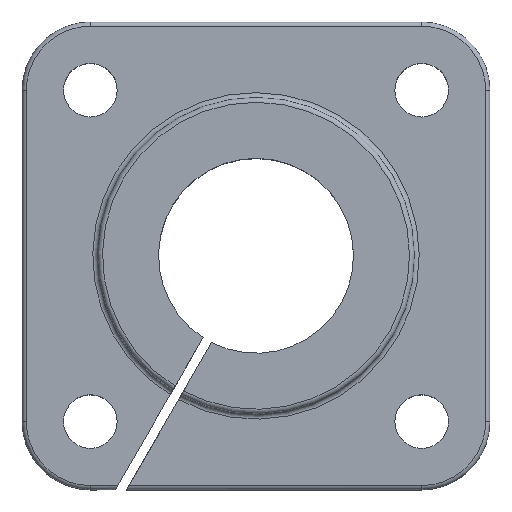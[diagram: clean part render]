
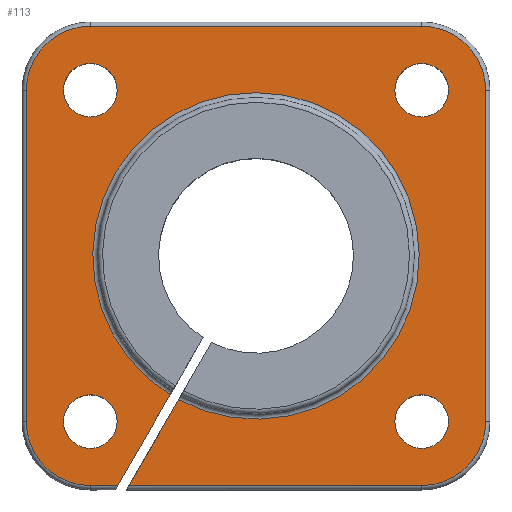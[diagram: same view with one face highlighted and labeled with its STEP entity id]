
A CAD part, top view. The second image highlights one B-rep face of the part: STEP entity #113.
In plain terms, the highlighted planar face has unit normal (0, 0, 1).
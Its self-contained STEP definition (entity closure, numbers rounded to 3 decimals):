
#113 = ADVANCED_FACE( '', ( #245, #246, #247, #248, #249 ), #250, .T. );
#245 = FACE_BOUND( '', #384, .T. );
#246 = FACE_BOUND( '', #385, .T. );
#247 = FACE_OUTER_BOUND( '', #386, .T. );
#248 = FACE_BOUND( '', #387, .T. );
#249 = FACE_BOUND( '', #388, .T. );
#250 = PLANE( '', #389 );
#384 = EDGE_LOOP( '', ( #641 ) );
#385 = EDGE_LOOP( '', ( #642 ) );
#386 = EDGE_LOOP( '', ( #643, #644, #645, #646, #647, #648, #649, #650, #651, #652, #653, #654 ) );
#387 = EDGE_LOOP( '', ( #655 ) );
#388 = EDGE_LOOP( '', ( #656 ) );
#389 = AXIS2_PLACEMENT_3D( '', #657, #658, #659 );
#641 = ORIENTED_EDGE( '', *, *, #837, .F. );
#642 = ORIENTED_EDGE( '', *, *, #795, .F. );
#643 = ORIENTED_EDGE( '', *, *, #838, .F. );
#644 = ORIENTED_EDGE( '', *, *, #834, .T. );
#645 = ORIENTED_EDGE( '', *, *, #751, .T. );
#646 = ORIENTED_EDGE( '', *, *, #810, .T. );
#647 = ORIENTED_EDGE( '', *, *, #839, .F. );
#648 = ORIENTED_EDGE( '', *, *, #777, .T. );
#649 = ORIENTED_EDGE( '', *, *, #748, .F. );
#650 = ORIENTED_EDGE( '', *, *, #840, .T. );
#651 = ORIENTED_EDGE( '', *, *, #841, .F. );
#652 = ORIENTED_EDGE( '', *, *, #799, .T. );
#653 = ORIENTED_EDGE( '', *, *, #737, .F. );
#654 = ORIENTED_EDGE( '', *, *, #766, .T. );
#655 = ORIENTED_EDGE( '', *, *, #786, .F. );
#656 = ORIENTED_EDGE( '', *, *, #768, .F. );
#657 = CARTESIAN_POINT( '', ( 0., 0., 26. ) );
#658 = DIRECTION( '', ( 0., 0., 1. ) );
#659 = DIRECTION( '', ( 1., 0., 0. ) );
#737 = EDGE_CURVE( '', #857, #858, #859, .F. );
#748 = EDGE_CURVE( '', #876, #871, #878, .T. );
#751 = EDGE_CURVE( '', #883, #880, #884, .T. );
#766 = EDGE_CURVE( '', #857, #905, #907, .T. );
#768 = EDGE_CURVE( '', #909, #909, #910, .T. );
#777 = EDGE_CURVE( '', #920, #871, #924, .T. );
#786 = EDGE_CURVE( '', #935, #935, #936, .T. );
#795 = EDGE_CURVE( '', #948, #948, #949, .T. );
#799 = EDGE_CURVE( '', #953, #858, #955, .T. );
#810 = EDGE_CURVE( '', #880, #971, #973, .T. );
#834 = EDGE_CURVE( '', #1007, #883, #1008, .T. );
#837 = EDGE_CURVE( '', #1011, #1011, #1012, .T. );
#838 = EDGE_CURVE( '', #1007, #905, #1013, .T. );
#839 = EDGE_CURVE( '', #920, #971, #1014, .T. );
#840 = EDGE_CURVE( '', #876, #1015, #1016, .T. );
#841 = EDGE_CURVE( '', #953, #1015, #1017, .F. );
#857 = VERTEX_POINT( '', #1033 );
#858 = VERTEX_POINT( '', #1034 );
#859 = LINE( '', #1035, #1036 );
#871 = VERTEX_POINT( '', #1049 );
#876 = VERTEX_POINT( '', #1055 );
#878 = LINE( '', #1057, #1058 );
#880 = VERTEX_POINT( '', #1060 );
#883 = VERTEX_POINT( '', #1070 );
#884 = CIRCLE( '', #1071, 33.5 );
#905 = VERTEX_POINT( '', #1105 );
#907 = CIRCLE( '', #1107, 13.141 );
#909 = VERTEX_POINT( '', #1109 );
#910 = CIRCLE( '', #1110, 5.5 );
#920 = VERTEX_POINT( '', #1122 );
#924 = CIRCLE( '', #1126, 13.141 );
#935 = VERTEX_POINT( '', #1141 );
#936 = CIRCLE( '', #1142, 5.5 );
#948 = VERTEX_POINT( '', #1170 );
#949 = CIRCLE( '', #1171, 5.5 );
#953 = VERTEX_POINT( '', #1175 );
#955 = CIRCLE( '', #1177, 13.141 );
#971 = VERTEX_POINT( '', #1197 );
#973 = LINE( '', #1199, #1200 );
#1007 = VERTEX_POINT( '', #1244 );
#1008 = LINE( '', #1245, #1246 );
#1011 = VERTEX_POINT( '', #1249 );
#1012 = CIRCLE( '', #1250, 5.5 );
#1013 = LINE( '', #1251, #1252 );
#1014 = LINE( '', #1253, #1254 );
#1015 = VERTEX_POINT( '', #1255 );
#1016 = CIRCLE( '', #1256, 13.141 );
#1017 = LINE( '', #1257, #1258 );
#1033 = CARTESIAN_POINT( '', ( -47.141, 14., 26. ) );
#1034 = CARTESIAN_POINT( '', ( -47.141, 82., 26. ) );
#1035 = CARTESIAN_POINT( '', ( -47.141, 144., 26. ) );
#1036 = VECTOR( '', #1275, 1000. );
#1049 = CARTESIAN_POINT( '', ( 47.141, 14., 26. ) );
#1055 = CARTESIAN_POINT( '', ( 47.141, 82., 26. ) );
#1057 = CARTESIAN_POINT( '', ( 47.141, 144., 26. ) );
#1058 = VECTOR( '', #1296, 1000. );
#1060 = CARTESIAN_POINT( '', ( -15.877, 18.501, 26. ) );
#1070 = CARTESIAN_POINT( '', ( -17.609, 19.501, 26. ) );
#1071 = AXIS2_PLACEMENT_3D( '', #1297, #1298, #1299 );
#1105 = CARTESIAN_POINT( '', ( -34., 0.859, 26. ) );
#1107 = AXIS2_PLACEMENT_3D( '', #1322, #1323, #1324 );
#1109 = CARTESIAN_POINT( '', ( -28.5, 82., 26. ) );
#1110 = AXIS2_PLACEMENT_3D( '', #1325, #1326, #1327 );
#1122 = CARTESIAN_POINT( '', ( 34., 0.859, 26. ) );
#1126 = AXIS2_PLACEMENT_3D( '', #1342, #1343, #1344 );
#1141 = CARTESIAN_POINT( '', ( -28.5, 14., 26. ) );
#1142 = AXIS2_PLACEMENT_3D( '', #1349, #1350, #1351 );
#1170 = CARTESIAN_POINT( '', ( 39.5, 14., 26. ) );
#1171 = AXIS2_PLACEMENT_3D( '', #1361, #1362, #1363 );
#1175 = CARTESIAN_POINT( '', ( -34., 95.141, 26. ) );
#1177 = AXIS2_PLACEMENT_3D( '', #1370, #1371, #1372 );
#1197 = CARTESIAN_POINT( '', ( -26.062, 0.859, 26. ) );
#1199 = CARTESIAN_POINT( '', ( -19.919, 11.5, 26. ) );
#1200 = VECTOR( '', #1386, 1000. );
#1244 = CARTESIAN_POINT( '', ( -28.372, 0.859, 26. ) );
#1245 = CARTESIAN_POINT( '', ( -21.651, 12.5, 26. ) );
#1246 = VECTOR( '', #1418, 1000. );
#1249 = CARTESIAN_POINT( '', ( 39.5, 82., 26. ) );
#1250 = AXIS2_PLACEMENT_3D( '', #1422, #1423, #1424 );
#1251 = CARTESIAN_POINT( '', ( 96., 0.859, 26. ) );
#1252 = VECTOR( '', #1425, 1000. );
#1253 = CARTESIAN_POINT( '', ( 96., 0.859, 26. ) );
#1254 = VECTOR( '', #1426, 1000. );
#1255 = CARTESIAN_POINT( '', ( 34., 95.141, 26. ) );
#1256 = AXIS2_PLACEMENT_3D( '', #1427, #1428, #1429 );
#1257 = CARTESIAN_POINT( '', ( 96., 95.141, 26. ) );
#1258 = VECTOR( '', #1430, 1000. );
#1275 = DIRECTION( '', ( 0., -1., 0. ) );
#1296 = DIRECTION( '', ( 0., -1., 0. ) );
#1297 = CARTESIAN_POINT( '', ( 0., 48., 26. ) );
#1298 = DIRECTION( '', ( 0., 0., -1. ) );
#1299 = DIRECTION( '', ( -1., 0., 0. ) );
#1322 = CARTESIAN_POINT( '', ( -34., 14., 26. ) );
#1323 = DIRECTION( '', ( 0., 0., 1. ) );
#1324 = DIRECTION( '', ( 1., 0., 0. ) );
#1325 = CARTESIAN_POINT( '', ( -34., 82., 26. ) );
#1326 = DIRECTION( '', ( 0., 0., 1. ) );
#1327 = DIRECTION( '', ( 1., 0., 0. ) );
#1342 = CARTESIAN_POINT( '', ( 34., 14., 26. ) );
#1343 = DIRECTION( '', ( 0., 0., 1. ) );
#1344 = DIRECTION( '', ( 1., 0., 0. ) );
#1349 = CARTESIAN_POINT( '', ( -34., 14., 26. ) );
#1350 = DIRECTION( '', ( 0., 0., 1. ) );
#1351 = DIRECTION( '', ( 1., 0., 0. ) );
#1361 = CARTESIAN_POINT( '', ( 34., 14., 26. ) );
#1362 = DIRECTION( '', ( 0., 0., 1. ) );
#1363 = DIRECTION( '', ( 1., 0., 0. ) );
#1370 = CARTESIAN_POINT( '', ( -34., 82., 26. ) );
#1371 = DIRECTION( '', ( 0., 0., 1. ) );
#1372 = DIRECTION( '', ( 1., 0., 0. ) );
#1386 = DIRECTION( '', ( -0.5, -0.866, 0. ) );
#1418 = DIRECTION( '', ( 0.5, 0.866, 0. ) );
#1422 = CARTESIAN_POINT( '', ( 34., 82., 26. ) );
#1423 = DIRECTION( '', ( 0., 0., 1. ) );
#1424 = DIRECTION( '', ( 1., 0., 0. ) );
#1425 = DIRECTION( '', ( -1., 0., 0. ) );
#1426 = DIRECTION( '', ( -1., 0., 0. ) );
#1427 = CARTESIAN_POINT( '', ( 34., 82., 26. ) );
#1428 = DIRECTION( '', ( 0., 0., 1. ) );
#1429 = DIRECTION( '', ( 1., 0., 0. ) );
#1430 = DIRECTION( '', ( -1., 0., 0. ) );
